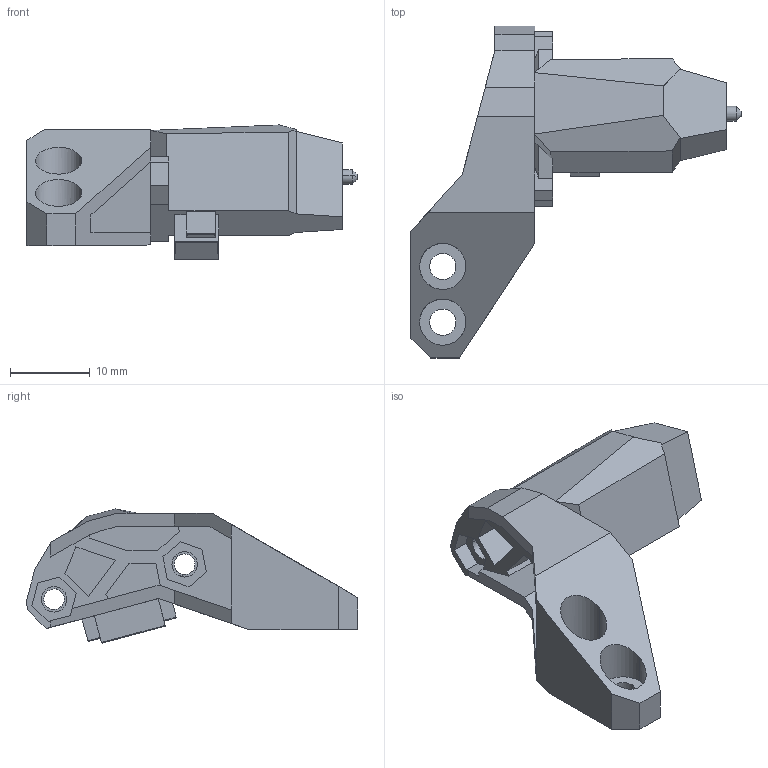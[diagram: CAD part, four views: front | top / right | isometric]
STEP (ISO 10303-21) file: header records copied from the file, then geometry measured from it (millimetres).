
FILE_DESCRIPTION (( 'STEP AP214' ), '1' );
FILE_NAME ('MicroProbe_Volcano_eva3.STEP', '2022-11-04T07:10:33', ( '' ), ( '' ), 'SwSTEP 2.0', 'SolidWorks 2019', '' );
FILE_SCHEMA (( 'AUTOMOTIVE_DESIGN' ));
Length unit declared in the file: millimetre
Products named in the file (4): microprobe_mount (1).step^MicroProbe_Volcano_eva3(2)_MicroProbe_Volcano_eva3; MicroProbe_Volcano_eva3; Biqu Micro Probe Mockup v2 (1).step^MicroProbe_Volcano_eva3(2)_MicroProbe_Volcano_eva3; MicroProbe_Volcano_eva3(2)^MicroProbe_Volcano_eva3
Assembly tree (3 placements, depth 3):
  MicroProbe_Volcano_eva3
    MicroProbe_Volcano_eva3(2)^MicroProbe_Volcano_eva3
      microprobe_mount (1).step^MicroProbe_Volcano_eva3(2)_MicroProbe_Volcano_eva3
      Biqu Micro Probe Mockup v2 (1).step^MicroProbe_Volcano_eva3(2)_MicroProbe_Volcano_eva3
Bounding box: 41.5 x 41.73 x 16.86 mm (x, y, z)
Volume: 5517.5 mm3; surface area: 4284.4 mm2
Topology: 2 solids, 2 shells, 169 faces, 445 edges, 286 vertices
Faces by surface type: plane 117, cylinder 46, torus 4, cone 2
Entity records: 5329 total; most frequent: CARTESIAN_POINT 1015, ORIENTED_EDGE 890, DIRECTION 839, EDGE_CURVE 445, LINE 355, VECTOR 355, VERTEX_POINT 286, AXIS2_PLACEMENT_3D 242
